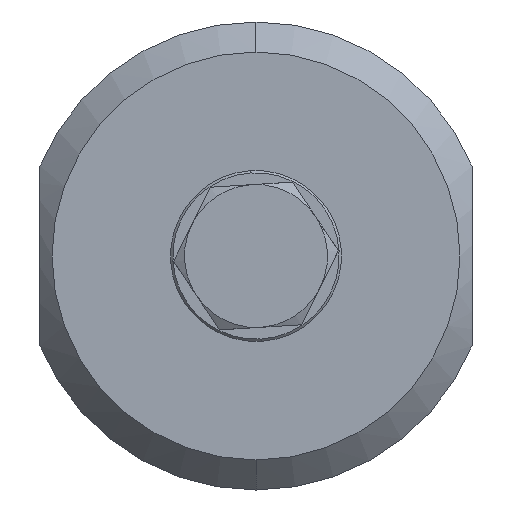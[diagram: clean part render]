
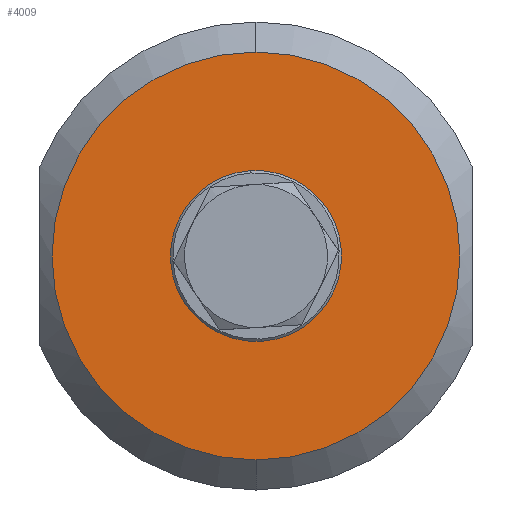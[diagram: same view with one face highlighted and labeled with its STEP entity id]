
A CAD part, front view. The second image highlights one B-rep face of the part: STEP entity #4009.
In plain terms, the highlighted planar face has unit normal (0, -1, 0).
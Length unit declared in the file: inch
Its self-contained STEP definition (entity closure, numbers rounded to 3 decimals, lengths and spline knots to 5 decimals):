
#69 = VERTEX_POINT ( 'NONE', #666 ) ;
#83 = AXIS2_PLACEMENT_3D ( 'NONE', #3805, #1070, #2265 ) ;
#361 = ORIENTED_EDGE ( 'NONE', *, *, #3752, .T. ) ;
#377 = ORIENTED_EDGE ( 'NONE', *, *, #4216, .F. ) ;
#509 = CARTESIAN_POINT ( 'NONE',  ( -0.02933, -1.29921, 0.47459 ) ) ;
#633 = EDGE_LOOP ( 'NONE', ( #377, #5022 ) ) ;
#666 = CARTESIAN_POINT ( 'NONE',  ( 0., -1.29921, 1.33858 ) ) ;
#1070 = DIRECTION ( 'NONE',  ( 0., -1., 0. ) ) ;
#1847 = CIRCLE ( 'NONE', #1952, 0.4755 ) ;
#1925 = DIRECTION ( 'NONE',  ( 0., 0., -1. ) ) ;
#1941 = DIRECTION ( 'NONE',  ( 0., -1., 0. ) ) ;
#1948 = CARTESIAN_POINT ( 'NONE',  ( 0., -1.29921, 0. ) ) ;
#1952 = AXIS2_PLACEMENT_3D ( 'NONE', #4298, #4274, #3469 ) ;
#2098 = AXIS2_PLACEMENT_3D ( 'NONE', #1948, #1941, #1925 ) ;
#2114 = CARTESIAN_POINT ( 'NONE',  ( 0., -1.29921, -1.33858 ) ) ;
#2149 = CIRCLE ( 'NONE', #2098, 1.33858 ) ;
#2265 = DIRECTION ( 'NONE',  ( 0., 0., -1. ) ) ;
#2507 = VERTEX_POINT ( 'NONE', #509 ) ;
#2514 = DIRECTION ( 'NONE',  ( 0., 0., -1. ) ) ;
#2522 = DIRECTION ( 'NONE',  ( 0., -1., 0. ) ) ;
#2532 = PLANE ( 'NONE',  #2894 ) ;
#2653 = CARTESIAN_POINT ( 'NONE',  ( 0.02933, -1.29921, -0.47459 ) ) ;
#2712 = AXIS2_PLACEMENT_3D ( 'NONE', #3592, #3599, #3604 ) ;
#2885 = EDGE_CURVE ( 'NONE', #2507, #4352, #3658, .T. ) ;
#2894 = AXIS2_PLACEMENT_3D ( 'NONE', #3081, #2522, #2514 ) ;
#3081 = CARTESIAN_POINT ( 'NONE',  ( 0., -1.29921, 0. ) ) ;
#3459 = VERTEX_POINT ( 'NONE', #2114 ) ;
#3469 = DIRECTION ( 'NONE',  ( 0., 0., -1. ) ) ;
#3538 = ORIENTED_EDGE ( 'NONE', *, *, #4275, .T. ) ;
#3592 = CARTESIAN_POINT ( 'NONE',  ( 0., -1.29921, 0. ) ) ;
#3599 = DIRECTION ( 'NONE',  ( 0., -1., 0. ) ) ;
#3604 = DIRECTION ( 'NONE',  ( 0., 0., -1. ) ) ;
#3658 = CIRCLE ( 'NONE', #83, 0.4755 ) ;
#3752 = EDGE_CURVE ( 'NONE', #3459, #69, #4194, .T. ) ;
#3805 = CARTESIAN_POINT ( 'NONE',  ( 0., -1.29921, 0. ) ) ;
#4009 = ADVANCED_FACE ( 'NONE', ( #4072, #4927 ), #2532, .T. ) ;
#4072 = FACE_BOUND ( 'NONE', #633, .T. ) ;
#4098 = EDGE_LOOP ( 'NONE', ( #3538, #361 ) ) ;
#4194 = CIRCLE ( 'NONE', #2712, 1.33858 ) ;
#4216 = EDGE_CURVE ( 'NONE', #4352, #2507, #1847, .T. ) ;
#4274 = DIRECTION ( 'NONE',  ( 0., -1., 0. ) ) ;
#4275 = EDGE_CURVE ( 'NONE', #69, #3459, #2149, .T. ) ;
#4298 = CARTESIAN_POINT ( 'NONE',  ( 0., -1.29921, 0. ) ) ;
#4352 = VERTEX_POINT ( 'NONE', #2653 ) ;
#4927 = FACE_OUTER_BOUND ( 'NONE', #4098, .T. ) ;
#5022 = ORIENTED_EDGE ( 'NONE', *, *, #2885, .F. ) ;
